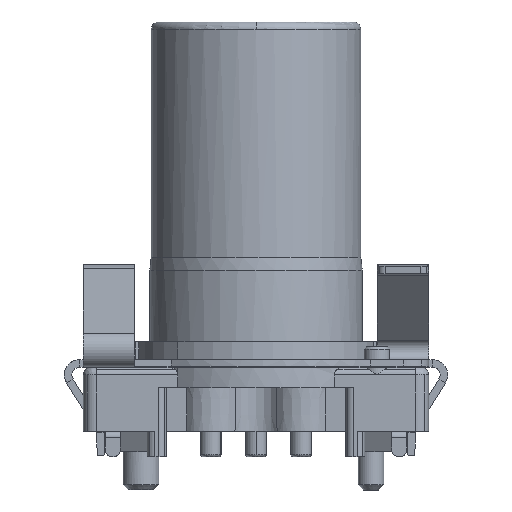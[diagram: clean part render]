
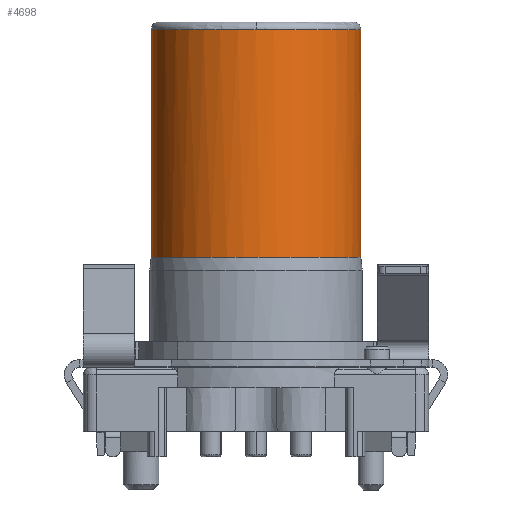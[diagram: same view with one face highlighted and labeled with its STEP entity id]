
A CAD part, front view. The second image highlights one B-rep face of the part: STEP entity #4698.
In plain terms, the highlighted cylindrical face has radius 4.1 mm (diameter 8.2 mm), a partial arc.
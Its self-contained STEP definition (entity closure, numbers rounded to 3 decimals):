
#2639=AXIS2_PLACEMENT_3D('Circle Axis2P3D',#2637,#2638,$) ;
#2659=AXIS2_PLACEMENT_3D('Circle Axis2P3D',#2657,#2658,$) ;
#4672=AXIS2_PLACEMENT_3D('Cylinder Axis2P3D',#4669,#4670,#4671) ;
#2627=CARTESIAN_POINT('Vertex',(7.497,1.902,18.)) ;
#2634=CARTESIAN_POINT('Vertex',(3.397,6.002,18.)) ;
#2637=CARTESIAN_POINT('Axis2P3D Location',(7.497,6.002,18.)) ;
#2657=CARTESIAN_POINT('Axis2P3D Location',(7.497,6.002,18.)) ;
#2661=CARTESIAN_POINT('Vertex',(11.597,6.002,18.)) ;
#4633=CARTESIAN_POINT('Line Origine',(3.397,6.002,5.8)) ;
#4637=CARTESIAN_POINT('Vertex',(3.397,6.002,9.1)) ;
#4645=CARTESIAN_POINT('Line Origine',(11.597,6.002,5.8)) ;
#4649=CARTESIAN_POINT('Vertex',(11.597,6.002,9.1)) ;
#4669=CARTESIAN_POINT('Axis2P3D Location',(7.497,6.002,5.8)) ;
#4675=CARTESIAN_POINT('Control Point',(3.397,6.002,9.1)) ;
#4676=CARTESIAN_POINT('Control Point',(3.397,5.357,9.1)) ;
#4677=CARTESIAN_POINT('Control Point',(3.523,4.713,9.1)) ;
#4678=CARTESIAN_POINT('Control Point',(3.776,4.103,9.1)) ;
#4679=CARTESIAN_POINT('Control Point',(4.508,3.013,9.1)) ;
#4680=CARTESIAN_POINT('Control Point',(5.598,2.281,9.1)) ;
#4681=CARTESIAN_POINT('Control Point',(6.209,2.028,9.1)) ;
#4682=CARTESIAN_POINT('Control Point',(7.497,1.775,9.1)) ;
#4683=CARTESIAN_POINT('Control Point',(8.785,2.028,9.1)) ;
#4684=CARTESIAN_POINT('Control Point',(9.396,2.281,9.1)) ;
#4685=CARTESIAN_POINT('Control Point',(10.485,3.013,9.1)) ;
#4686=CARTESIAN_POINT('Control Point',(11.217,4.103,9.1)) ;
#4687=CARTESIAN_POINT('Control Point',(11.47,4.713,9.1)) ;
#4688=CARTESIAN_POINT('Control Point',(11.597,5.357,9.1)) ;
#4689=CARTESIAN_POINT('Control Point',(11.597,6.002,9.1)) ;
#2638=DIRECTION('Axis2P3D Direction',(0.,-0.,-1.)) ;
#2658=DIRECTION('Axis2P3D Direction',(0.,-0.,-1.)) ;
#4634=DIRECTION('Vector Direction',(0.,0.,1.)) ;
#4646=DIRECTION('Vector Direction',(0.,0.,1.)) ;
#4670=DIRECTION('Axis2P3D Direction',(0.,0.,1.)) ;
#4671=DIRECTION('Axis2P3D XDirection',(-1.,0.,0.)) ;
#4635=VECTOR('Line Direction',#4634,1.) ;
#4647=VECTOR('Line Direction',#4646,1.) ;
#4692=ORIENTED_EDGE('',*,*,#4651,.F.) ;
#4693=ORIENTED_EDGE('',*,*,#2663,.F.) ;
#4694=ORIENTED_EDGE('',*,*,#2641,.F.) ;
#4695=ORIENTED_EDGE('',*,*,#4639,.F.) ;
#4696=ORIENTED_EDGE('',*,*,#4690,.T.) ;
#4698=ADVANCED_FACE('Hauptkoerper',(#4697),#4673,.T.) ;
#4674=B_SPLINE_CURVE_WITH_KNOTS('',5,(#4675,#4676,#4677,#4678,#4679,#4680,#4681,#4682,#4683,#4684,#4685,#4686,#4687,#4688,#4689),.UNSPECIFIED.,.F.,.U.,(6,3,3,3,6),(-6.44,-3.22,0.,3.22,6.44),.UNSPECIFIED.) ;
#2640=CIRCLE('generated circle',#2639,4.1) ;
#2660=CIRCLE('generated circle',#2659,4.1) ;
#4673=CYLINDRICAL_SURFACE('generated cylinder',#4672,4.1) ;
#2641=EDGE_CURVE('',#2635,#2628,#2640,.F.) ;
#2663=EDGE_CURVE('',#2628,#2662,#2660,.F.) ;
#4639=EDGE_CURVE('',#4638,#2635,#4636,.T.) ;
#4651=EDGE_CURVE('',#2662,#4650,#4648,.F.) ;
#4690=EDGE_CURVE('',#4638,#4650,#4674,.T.) ;
#4691=EDGE_LOOP('',(#4692,#4693,#4694,#4695,#4696)) ;
#4697=FACE_OUTER_BOUND('',#4691,.T.) ;
#4636=LINE('Line',#4633,#4635) ;
#4648=LINE('Line',#4645,#4647) ;
#2628=VERTEX_POINT('',#2627) ;
#2635=VERTEX_POINT('',#2634) ;
#2662=VERTEX_POINT('',#2661) ;
#4638=VERTEX_POINT('',#4637) ;
#4650=VERTEX_POINT('',#4649) ;
